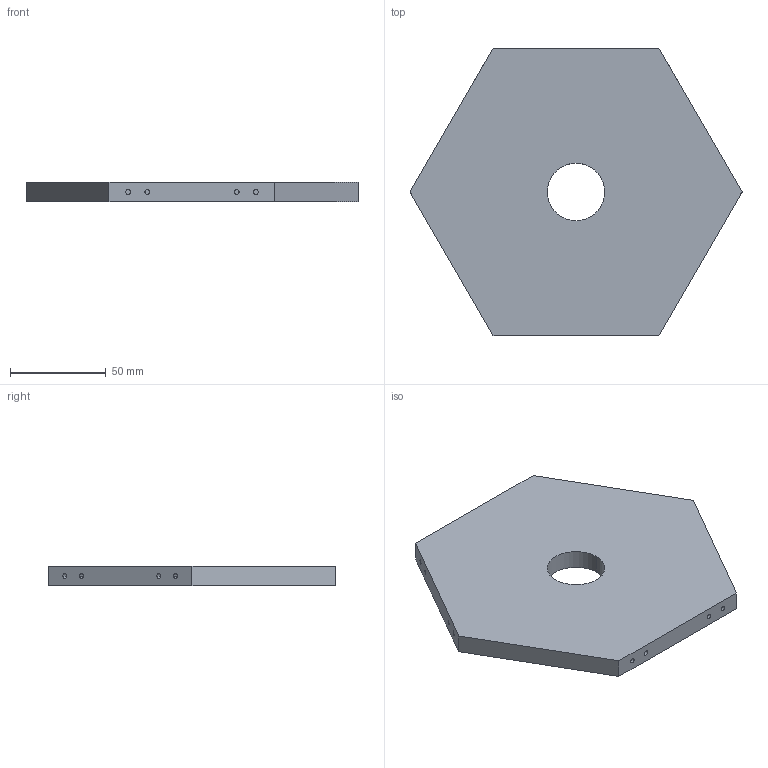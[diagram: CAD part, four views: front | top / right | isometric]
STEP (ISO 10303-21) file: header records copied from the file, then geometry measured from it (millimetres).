
FILE_DESCRIPTION (( 'STEP AP203' ), '1' );
FILE_NAME ('SWTP-A100-001-V2_Default_sldprt.STEP', '2024-07-31T03:39:02', ( '' ), ( '' ), 'SwSTEP 2.0', 'SolidWorks 2023', '' );
FILE_SCHEMA (( 'CONFIG_CONTROL_DESIGN' ));
Length unit declared in the file: millimetre
Products named in the file (1): SWTP-A100-001-V2_Default_sldprt
Bounding box: 173.21 x 150 x 10 mm (x, y, z)
Volume: 187492.6 mm3; surface area: 44167.3 mm2
Topology: 1 solids, 1 shells, 46 faces, 96 edges, 64 vertices
Faces by surface type: cylinder 26, plane 20
Entity records: 1333 total; most frequent: DIRECTION 242, CARTESIAN_POINT 207, ORIENTED_EDGE 192, AXIS2_PLACEMENT_3D 99, EDGE_CURVE 96, VERTEX_POINT 64, EDGE_LOOP 60, CIRCLE 52
